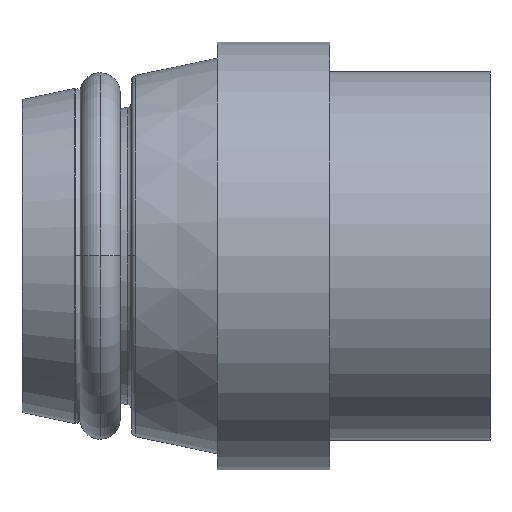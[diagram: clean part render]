
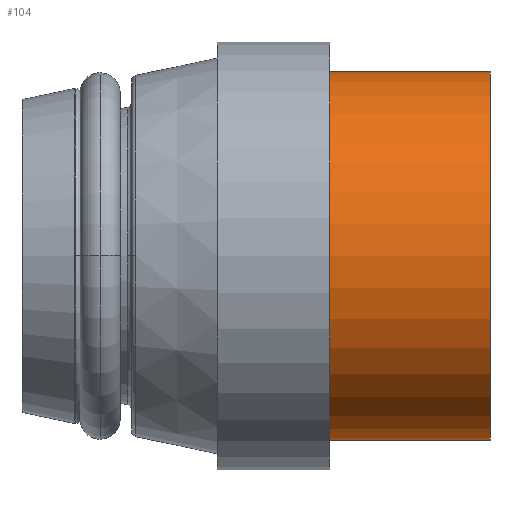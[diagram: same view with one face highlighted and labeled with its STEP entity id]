
A CAD part, top view. The second image highlights one B-rep face of the part: STEP entity #104.
In plain terms, the highlighted cylindrical face has radius 6.9 mm (diameter 13.8 mm), a partial arc.
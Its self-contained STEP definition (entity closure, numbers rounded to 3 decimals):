
#104 = ADVANCED_FACE( '', ( #175 ), #176, .T. );
#175 = FACE_OUTER_BOUND( '', #265, .T. );
#176 = CYLINDRICAL_SURFACE( '', #266, 6.9 );
#265 = EDGE_LOOP( '', ( #521, #522, #523, #524 ) );
#266 = AXIS2_PLACEMENT_3D( '', #525, #526, #527 );
#521 = ORIENTED_EDGE( '', *, *, #645, .T. );
#522 = ORIENTED_EDGE( '', *, *, #686, .F. );
#523 = ORIENTED_EDGE( '', *, *, #647, .T. );
#524 = ORIENTED_EDGE( '', *, *, #687, .T. );
#525 = CARTESIAN_POINT( '', ( 14.5, 0., 0. ) );
#526 = DIRECTION( '', ( 1., 0., 0. ) );
#527 = DIRECTION( '', ( 0., 1., 0. ) );
#645 = EDGE_CURVE( '', #841, #842, #843, .T. );
#647 = EDGE_CURVE( '', #846, #844, #847, .T. );
#686 = EDGE_CURVE( '', #846, #842, #909, .T. );
#687 = EDGE_CURVE( '', #844, #841, #910, .T. );
#841 = VERTEX_POINT( '', #1016 );
#842 = VERTEX_POINT( '', #1017 );
#843 = LINE( '', #1018, #1019 );
#844 = VERTEX_POINT( '', #1020 );
#846 = VERTEX_POINT( '', #1022 );
#847 = LINE( '', #1023, #1024 );
#909 = CIRCLE( '', #1092, 6.9 );
#910 = CIRCLE( '', #1093, 6.9 );
#1016 = CARTESIAN_POINT( '', ( 17.5, 6.9, 0. ) );
#1017 = CARTESIAN_POINT( '', ( 11.5, 6.9, 0. ) );
#1018 = CARTESIAN_POINT( '', ( 14.5, 6.9, 0. ) );
#1019 = VECTOR( '', #1227, 1. );
#1020 = CARTESIAN_POINT( '', ( 17.5, -6.9, 0. ) );
#1022 = CARTESIAN_POINT( '', ( 11.5, -6.9, 0. ) );
#1023 = CARTESIAN_POINT( '', ( 14.5, -6.9, 0. ) );
#1024 = VECTOR( '', #1231, 1. );
#1092 = AXIS2_PLACEMENT_3D( '', #1334, #1335, #1336 );
#1093 = AXIS2_PLACEMENT_3D( '', #1337, #1338, #1339 );
#1227 = DIRECTION( '', ( -1., 0., 0. ) );
#1231 = DIRECTION( '', ( 1., 0., 0. ) );
#1334 = CARTESIAN_POINT( '', ( 11.5, 0., 0. ) );
#1335 = DIRECTION( '', ( -1., 0., 0. ) );
#1336 = DIRECTION( '', ( 0., 1., 0. ) );
#1337 = CARTESIAN_POINT( '', ( 17.5, 0., 0. ) );
#1338 = DIRECTION( '', ( -1., 0., 0. ) );
#1339 = DIRECTION( '', ( 0., 1., 0. ) );
